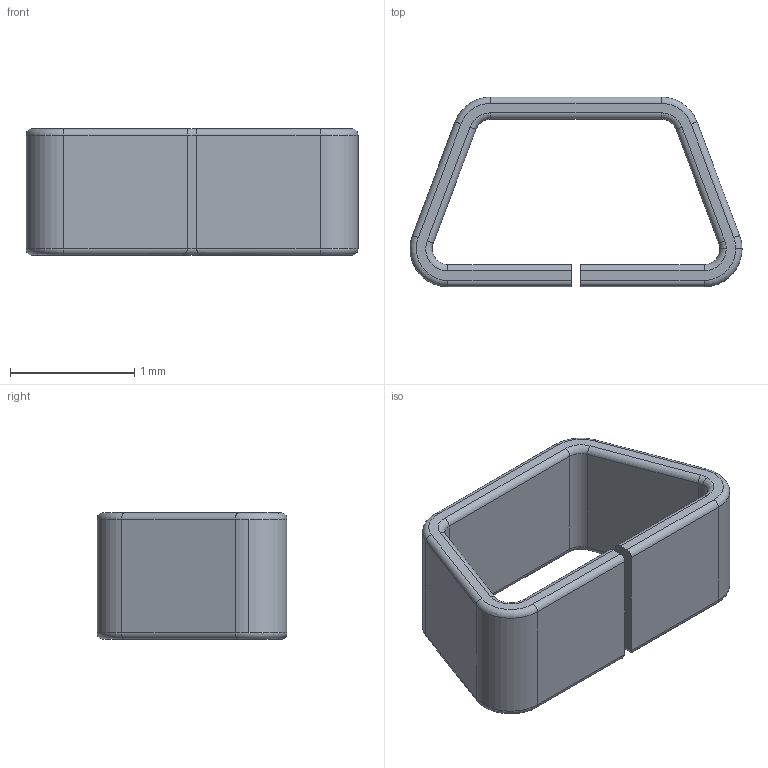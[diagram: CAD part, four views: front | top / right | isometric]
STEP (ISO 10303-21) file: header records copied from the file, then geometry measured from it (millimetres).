
FILE_DESCRIPTION (( 'STEP AP214' ), '1' );
FILE_NAME ('User Library-keystone_5015.STEP', '2019-11-13T04:16:02', ( '' ), ( '' ), 'SwSTEP 2.0', 'SolidWorks 2019', '' );
FILE_SCHEMA (( 'AUTOMOTIVE_DESIGN' ));
Length unit declared in the file: inch
Products named in the file (1): User Library-keystone_5015
Bounding box: 2.67 x 1.52 x 1.02 mm (x, y, z)
Volume: 1.2 mm3; surface area: 15.7 mm2
Topology: 1 solids, 1 shells, 66 faces, 156 edges, 92 vertices
Faces by surface type: cylinder 32, torus 20, plane 14
Entity records: 1936 total; most frequent: DIRECTION 370, CARTESIAN_POINT 327, ORIENTED_EDGE 312, EDGE_CURVE 156, AXIS2_PLACEMENT_3D 151, VERTEX_POINT 92, CIRCLE 84, VECTOR 68
